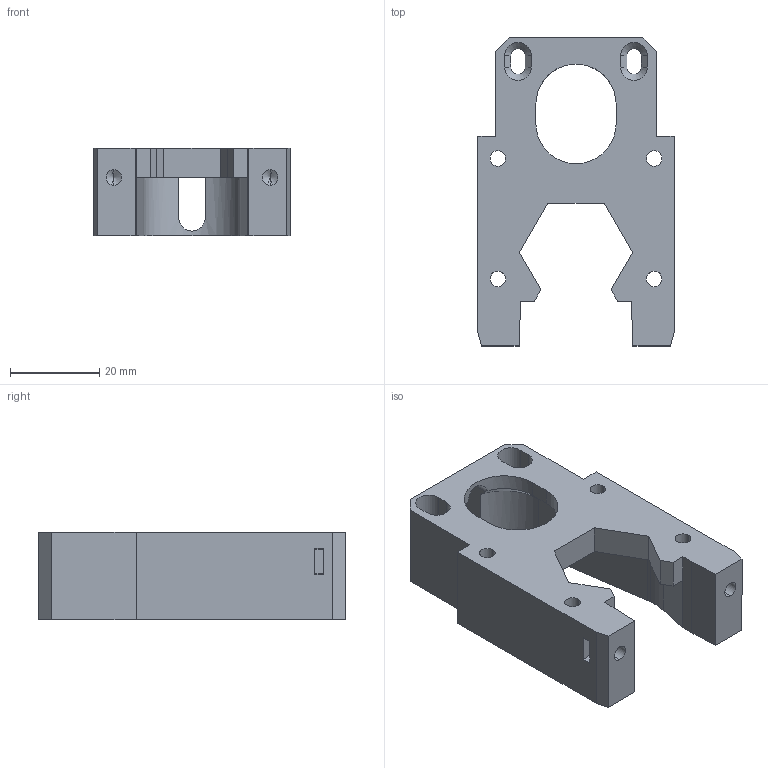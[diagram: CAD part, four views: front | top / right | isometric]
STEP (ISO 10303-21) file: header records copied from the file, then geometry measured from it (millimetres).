
FILE_DESCRIPTION (( 'STEP AP214' ), '1' );
FILE_NAME ('Motor Mount Nema 14 120mm Belt.STEP', '2025-01-21T15:11:48', ( '' ), ( '' ), 'SwSTEP 2.0', 'SolidWorks 2024', '' );
FILE_SCHEMA (( 'AUTOMOTIVE_DESIGN' ));
Length unit declared in the file: millimetre
Products named in the file (1): Motor Mount Nema 14 120mm Belt
Bounding box: 44 x 69 x 19.5 mm (x, y, z)
Volume: 24488.8 mm3; surface area: 12599.7 mm2
Topology: 1 solids, 1 shells, 127 faces, 335 edges, 212 vertices
Faces by surface type: plane 75, cylinder 41, cone 11
Entity records: 3985 total; most frequent: CARTESIAN_POINT 756, ORIENTED_EDGE 662, DIRECTION 658, EDGE_CURVE 331, VECTOR 238, LINE 238, VERTEX_POINT 212, AXIS2_PLACEMENT_3D 210
